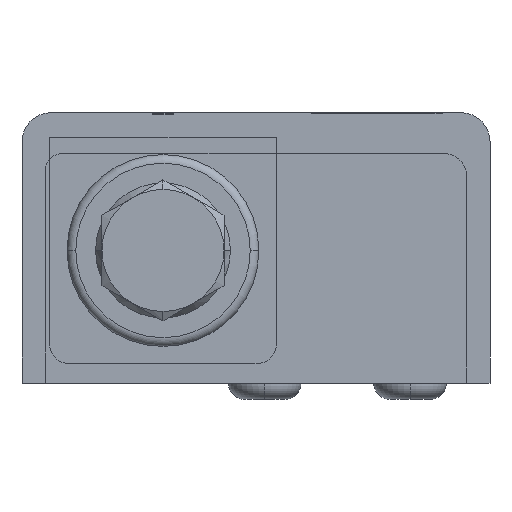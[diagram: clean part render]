
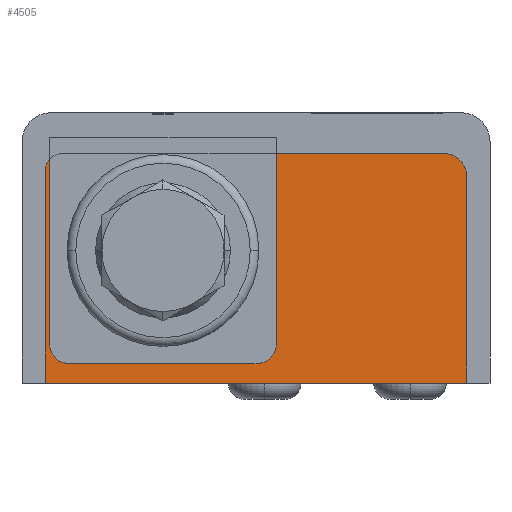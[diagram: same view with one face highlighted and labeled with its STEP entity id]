
A CAD part, front view. The second image highlights one B-rep face of the part: STEP entity #4505.
In plain terms, the highlighted planar face has unit normal (0, -1, 0).
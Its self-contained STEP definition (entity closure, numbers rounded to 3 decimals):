
#154 = DIRECTION ( 'NONE',  ( 1., 0., 0. ) ) ;
#190 = CARTESIAN_POINT ( 'NONE',  ( -33.25, -28.5, 39.5 ) ) ;
#334 = CARTESIAN_POINT ( 'NONE',  ( 36.25, -28.5, 0. ) ) ;
#390 = CARTESIAN_POINT ( 'NONE',  ( 36.25, -28.5, 35.5 ) ) ;
#753 = PLANE ( 'NONE',  #3256 ) ;
#777 = DIRECTION ( 'NONE',  ( 0., 0., 1. ) ) ;
#1004 = ORIENTED_EDGE ( 'NONE', *, *, #7526, .F. ) ;
#1044 = CIRCLE ( 'NONE', #6776, 4. ) ;
#1095 = LINE ( 'NONE', #3491, #3615 ) ;
#1212 = EDGE_CURVE ( 'NONE', #7504, #8123, #5002, .T. ) ;
#1244 = AXIS2_PLACEMENT_3D ( 'NONE', #6562, #1975, #7315 ) ;
#1938 = EDGE_CURVE ( 'NONE', #4613, #9755, #6747, .T. ) ;
#1975 = DIRECTION ( 'NONE',  ( 0., 1., 0. ) ) ;
#2527 = CARTESIAN_POINT ( 'NONE',  ( -36.25, -28.5, 0. ) ) ;
#2785 = VERTEX_POINT ( 'NONE', #9475 ) ;
#3256 = AXIS2_PLACEMENT_3D ( 'NONE', #8390, #5350, #777 ) ;
#3491 = CARTESIAN_POINT ( 'NONE',  ( -36.25, -28.5, 0. ) ) ;
#3615 = VECTOR ( 'NONE', #8825, 1000. ) ;
#3633 = FACE_OUTER_BOUND ( 'NONE', #3929, .T. ) ;
#3929 = EDGE_LOOP ( 'NONE', ( #6052, #1004, #7310, #9174, #6073, #5882 ) ) ;
#4232 = VECTOR ( 'NONE', #9536, 1000. ) ;
#4237 = EDGE_CURVE ( 'NONE', #7591, #7504, #4461, .T. ) ;
#4327 = CARTESIAN_POINT ( 'NONE',  ( 36.25, -28.5, 0. ) ) ;
#4385 = DIRECTION ( 'NONE',  ( 0., 1., 0. ) ) ;
#4461 = LINE ( 'NONE', #390, #4232 ) ;
#4505 = ADVANCED_FACE ( 'NONE', ( #3633 ), #753, .T. ) ;
#4528 = CIRCLE ( 'NONE', #1244, 3. ) ;
#4613 = VERTEX_POINT ( 'NONE', #4704 ) ;
#4704 = CARTESIAN_POINT ( 'NONE',  ( -33.25, -28.5, 39.5 ) ) ;
#4922 = VECTOR ( 'NONE', #154, 1000. ) ;
#5002 = LINE ( 'NONE', #334, #8834 ) ;
#5176 = EDGE_CURVE ( 'NONE', #8123, #2785, #1095, .T. ) ;
#5350 = DIRECTION ( 'NONE',  ( 0., -1., 0. ) ) ;
#5882 = ORIENTED_EDGE ( 'NONE', *, *, #1212, .F. ) ;
#5973 = EDGE_CURVE ( 'NONE', #2785, #4613, #4528, .T. ) ;
#6051 = CARTESIAN_POINT ( 'NONE',  ( 36.25, -28.5, 35.5 ) ) ;
#6052 = ORIENTED_EDGE ( 'NONE', *, *, #4237, .F. ) ;
#6073 = ORIENTED_EDGE ( 'NONE', *, *, #5176, .F. ) ;
#6459 = DIRECTION ( 'NONE',  ( -1., 0., 0. ) ) ;
#6562 = CARTESIAN_POINT ( 'NONE',  ( -33.25, -28.5, 36.5 ) ) ;
#6747 = LINE ( 'NONE', #190, #4922 ) ;
#6776 = AXIS2_PLACEMENT_3D ( 'NONE', #8979, #4385, #9745 ) ;
#7310 = ORIENTED_EDGE ( 'NONE', *, *, #1938, .F. ) ;
#7315 = DIRECTION ( 'NONE',  ( 0., 0., 1. ) ) ;
#7504 = VERTEX_POINT ( 'NONE', #4327 ) ;
#7526 = EDGE_CURVE ( 'NONE', #9755, #7591, #1044, .T. ) ;
#7591 = VERTEX_POINT ( 'NONE', #6051 ) ;
#7693 = CARTESIAN_POINT ( 'NONE',  ( 32.25, -28.5, 39.5 ) ) ;
#8123 = VERTEX_POINT ( 'NONE', #2527 ) ;
#8390 = CARTESIAN_POINT ( 'NONE',  ( -33.25, -28.5, 36.5 ) ) ;
#8825 = DIRECTION ( 'NONE',  ( 0., 0., 1. ) ) ;
#8834 = VECTOR ( 'NONE', #6459, 1000. ) ;
#8979 = CARTESIAN_POINT ( 'NONE',  ( 32.25, -28.5, 35.5 ) ) ;
#9174 = ORIENTED_EDGE ( 'NONE', *, *, #5973, .F. ) ;
#9475 = CARTESIAN_POINT ( 'NONE',  ( -36.25, -28.5, 36.5 ) ) ;
#9536 = DIRECTION ( 'NONE',  ( 0., 0., -1. ) ) ;
#9745 = DIRECTION ( 'NONE',  ( 0., 0., 1. ) ) ;
#9755 = VERTEX_POINT ( 'NONE', #7693 ) ;
